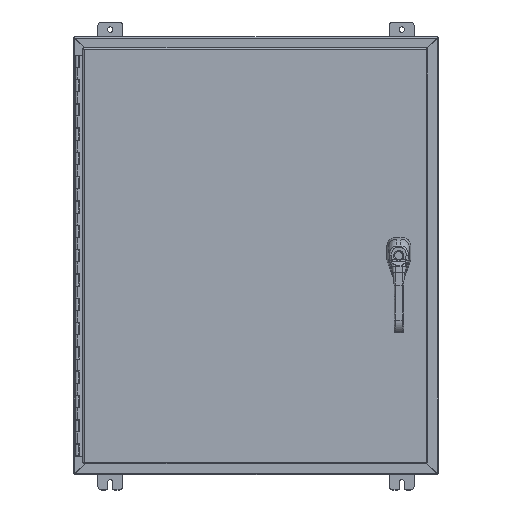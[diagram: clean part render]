
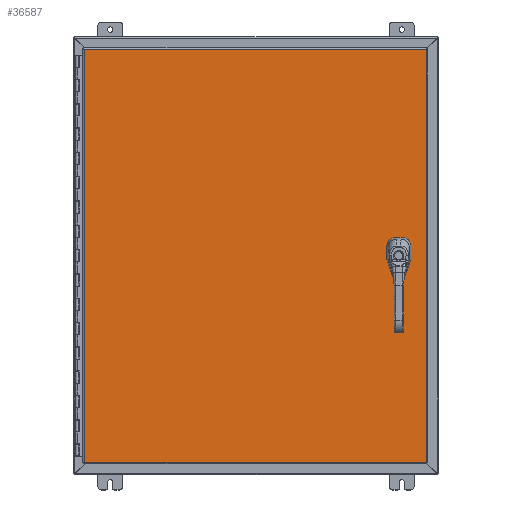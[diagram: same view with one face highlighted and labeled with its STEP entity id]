
A CAD part, top view. The second image highlights one B-rep face of the part: STEP entity #36587.
In plain terms, the highlighted face is planar.
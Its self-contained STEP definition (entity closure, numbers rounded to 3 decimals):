
#2387=FACE_BOUND('',#7325,.T.);
#2388=FACE_BOUND('',#7326,.T.);
#2389=FACE_BOUND('',#7327,.T.);
#2390=FACE_BOUND('',#7328,.T.);
#3013=PLANE('',#41175);
#5064=FACE_OUTER_BOUND('',#7324,.T.);
#7324=EDGE_LOOP('',(#32147,#32148,#32149,#32150));
#7325=EDGE_LOOP('',(#32151,#32152,#32153,#32154,#32155,#32156,#32157,#32158));
#7326=EDGE_LOOP('',(#32159));
#7327=EDGE_LOOP('',(#32160));
#7328=EDGE_LOOP('',(#32161));
#9562=LINE('',#97307,#12216);
#9566=LINE('',#97319,#12220);
#9570=LINE('',#97331,#12224);
#9574=LINE('',#97341,#12228);
#9599=LINE('',#97514,#12253);
#9612=LINE('',#97649,#12266);
#9630=LINE('',#97818,#12284);
#9634=LINE('',#97853,#12288);
#12216=VECTOR('',#50596,0.394);
#12220=VECTOR('',#50608,0.394);
#12224=VECTOR('',#50620,0.394);
#12228=VECTOR('',#50632,0.394);
#12253=VECTOR('',#50689,0.394);
#12266=VECTOR('',#50712,0.394);
#12284=VECTOR('',#50746,0.394);
#12288=VECTOR('',#50756,0.394);
#14722=CIRCLE('',#41119,0.453);
#14724=CIRCLE('',#41123,0.453);
#14726=CIRCLE('',#41127,0.453);
#14728=CIRCLE('',#41131,0.453);
#14729=CIRCLE('',#41134,0.141);
#14731=CIRCLE('',#41137,0.141);
#14733=CIRCLE('',#41140,0.141);
#17519=VERTEX_POINT('',#97298);
#17520=VERTEX_POINT('',#97300);
#17522=VERTEX_POINT('',#97306);
#17524=VERTEX_POINT('',#97312);
#17526=VERTEX_POINT('',#97318);
#17528=VERTEX_POINT('',#97324);
#17530=VERTEX_POINT('',#97330);
#17532=VERTEX_POINT('',#97336);
#17533=VERTEX_POINT('',#97343);
#17535=VERTEX_POINT('',#97349);
#17537=VERTEX_POINT('',#97355);
#17562=VERTEX_POINT('',#97505);
#17563=VERTEX_POINT('',#97513);
#17567=VERTEX_POINT('',#97585);
#17573=VERTEX_POINT('',#97641);
#22422=EDGE_CURVE('',#17520,#17519,#14722,.T.);
#22425=EDGE_CURVE('',#17522,#17520,#9562,.T.);
#22428=EDGE_CURVE('',#17524,#17522,#14724,.T.);
#22431=EDGE_CURVE('',#17526,#17524,#9566,.T.);
#22434=EDGE_CURVE('',#17528,#17526,#14726,.T.);
#22437=EDGE_CURVE('',#17530,#17528,#9570,.T.);
#22440=EDGE_CURVE('',#17532,#17530,#14728,.T.);
#22443=EDGE_CURVE('',#17519,#17532,#9574,.T.);
#22444=EDGE_CURVE('',#17533,#17533,#14729,.T.);
#22447=EDGE_CURVE('',#17535,#17535,#14731,.T.);
#22450=EDGE_CURVE('',#17537,#17537,#14733,.T.);
#22483=EDGE_CURVE('',#17563,#17562,#9599,.T.);
#22503=EDGE_CURVE('',#17567,#17573,#9612,.T.);
#22528=EDGE_CURVE('',#17562,#17567,#9630,.T.);
#22533=EDGE_CURVE('',#17573,#17563,#9634,.T.);
#32147=ORIENTED_EDGE('',*,*,#22528,.T.);
#32148=ORIENTED_EDGE('',*,*,#22503,.T.);
#32149=ORIENTED_EDGE('',*,*,#22533,.T.);
#32150=ORIENTED_EDGE('',*,*,#22483,.T.);
#32151=ORIENTED_EDGE('',*,*,#22422,.T.);
#32152=ORIENTED_EDGE('',*,*,#22443,.T.);
#32153=ORIENTED_EDGE('',*,*,#22440,.T.);
#32154=ORIENTED_EDGE('',*,*,#22437,.T.);
#32155=ORIENTED_EDGE('',*,*,#22434,.T.);
#32156=ORIENTED_EDGE('',*,*,#22431,.T.);
#32157=ORIENTED_EDGE('',*,*,#22428,.T.);
#32158=ORIENTED_EDGE('',*,*,#22425,.T.);
#32159=ORIENTED_EDGE('',*,*,#22444,.T.);
#32160=ORIENTED_EDGE('',*,*,#22447,.T.);
#32161=ORIENTED_EDGE('',*,*,#22450,.T.);
#36587=ADVANCED_FACE('',(#5064,#2387,#2388,#2389,#2390),#3013,.F.);
#41119=AXIS2_PLACEMENT_3D('',#97301,#50590,#50591);
#41123=AXIS2_PLACEMENT_3D('',#97313,#50602,#50603);
#41127=AXIS2_PLACEMENT_3D('',#97325,#50614,#50615);
#41131=AXIS2_PLACEMENT_3D('',#97337,#50626,#50627);
#41134=AXIS2_PLACEMENT_3D('',#97344,#50635,#50636);
#41137=AXIS2_PLACEMENT_3D('',#97350,#50642,#50643);
#41140=AXIS2_PLACEMENT_3D('',#97356,#50649,#50650);
#41175=AXIS2_PLACEMENT_3D('',#97956,#50792,#50793);
#50590=DIRECTION('center_axis',(0.,0.,1.));
#50591=DIRECTION('ref_axis',(-0.469,-0.883,0.));
#50596=DIRECTION('',(0.,1.,0.));
#50602=DIRECTION('center_axis',(0.,0.,1.));
#50603=DIRECTION('ref_axis',(-0.883,0.469,0.));
#50608=DIRECTION('',(1.,0.,0.));
#50614=DIRECTION('center_axis',(0.,0.,1.));
#50615=DIRECTION('ref_axis',(0.469,0.883,0.));
#50620=DIRECTION('',(0.,-1.,0.));
#50626=DIRECTION('center_axis',(0.,0.,1.));
#50627=DIRECTION('ref_axis',(0.883,-0.469,0.));
#50632=DIRECTION('',(-1.,0.,0.));
#50635=DIRECTION('center_axis',(0.,0.,1.));
#50636=DIRECTION('ref_axis',(1.,0.,0.));
#50642=DIRECTION('center_axis',(0.,0.,1.));
#50643=DIRECTION('ref_axis',(1.,0.,0.));
#50649=DIRECTION('center_axis',(0.,0.,1.));
#50650=DIRECTION('ref_axis',(1.,0.,0.));
#50689=DIRECTION('',(-1.,0.,0.));
#50712=DIRECTION('',(1.,0.,0.));
#50746=DIRECTION('',(0.,1.,0.));
#50756=DIRECTION('',(0.,-1.,0.));
#50792=DIRECTION('center_axis',(0.,0.,1.));
#50793=DIRECTION('ref_axis',(1.,0.,0.));
#97298=CARTESIAN_POINT('',(12.025,0.4,0.));
#97300=CARTESIAN_POINT('',(12.213,0.213,0.));
#97301=CARTESIAN_POINT('Origin',(11.813,0.,0.));
#97306=CARTESIAN_POINT('',(12.213,-0.213,0.));
#97307=CARTESIAN_POINT('',(12.213,0.106,0.));
#97312=CARTESIAN_POINT('',(12.025,-0.4,0.));
#97313=CARTESIAN_POINT('Origin',(11.813,0.,0.));
#97318=CARTESIAN_POINT('',(11.6,-0.4,0.));
#97319=CARTESIAN_POINT('',(6.013,-0.4,0.));
#97324=CARTESIAN_POINT('',(11.413,-0.213,0.));
#97325=CARTESIAN_POINT('Origin',(11.813,0.,0.));
#97330=CARTESIAN_POINT('',(11.413,0.213,0.));
#97331=CARTESIAN_POINT('',(11.413,-0.106,0.));
#97336=CARTESIAN_POINT('',(11.6,0.4,0.));
#97337=CARTESIAN_POINT('Origin',(11.813,0.,0.));
#97341=CARTESIAN_POINT('',(5.8,0.4,0.));
#97343=CARTESIAN_POINT('',(11.672,0.886,0.));
#97344=CARTESIAN_POINT('Origin',(11.813,0.886,0.));
#97349=CARTESIAN_POINT('',(11.672,1.378,0.));
#97350=CARTESIAN_POINT('Origin',(11.813,1.378,0.));
#97355=CARTESIAN_POINT('',(11.672,-0.885,0.));
#97356=CARTESIAN_POINT('Origin',(11.813,-0.885,0.));
#97505=CARTESIAN_POINT('',(-14.082,-16.989,0.));
#97513=CARTESIAN_POINT('',(14.082,-16.989,0.));
#97514=CARTESIAN_POINT('',(7.041,-16.989,0.));
#97585=CARTESIAN_POINT('',(-14.082,16.989,0.));
#97641=CARTESIAN_POINT('',(14.082,16.989,0.));
#97649=CARTESIAN_POINT('',(-7.094,16.989,0.));
#97818=CARTESIAN_POINT('',(-14.082,-8.494,0.));
#97853=CARTESIAN_POINT('',(14.082,8.494,0.));
#97956=CARTESIAN_POINT('Origin',(0.,0.,
0.));
